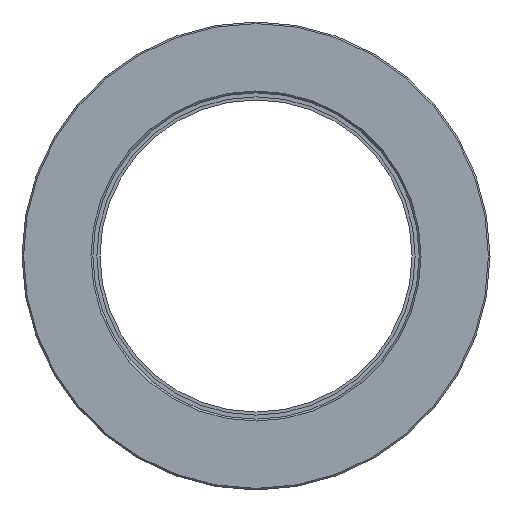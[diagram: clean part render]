
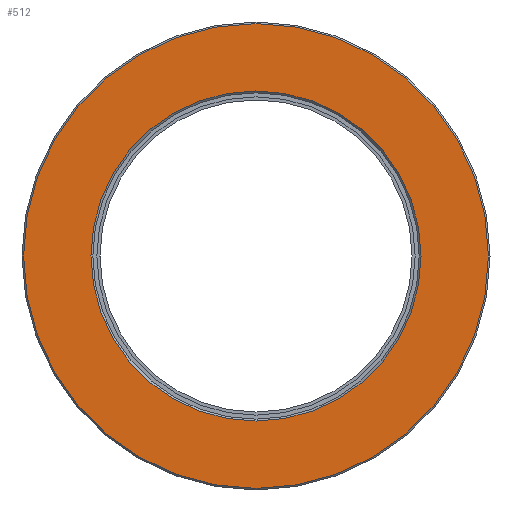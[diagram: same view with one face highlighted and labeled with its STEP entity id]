
A CAD part, left-side view. The second image highlights one B-rep face of the part: STEP entity #512.
In plain terms, the highlighted face is planar.
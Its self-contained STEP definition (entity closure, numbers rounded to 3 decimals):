
#5 = AXIS2_PLACEMENT_3D ( 'NONE', #674, #215, #787 ) ;
#6 = DIRECTION ( 'NONE',  ( 1., 0., 0. ) ) ;
#50 = ORIENTED_EDGE ( 'NONE', *, *, #389, .T. ) ;
#55 = AXIS2_PLACEMENT_3D ( 'NONE', #475, #734, #411 ) ;
#112 = ORIENTED_EDGE ( 'NONE', *, *, #222, .T. ) ;
#115 = VERTEX_POINT ( 'NONE', #824 ) ;
#129 = DIRECTION ( 'NONE',  ( 1., 0., 0. ) ) ;
#158 = CARTESIAN_POINT ( 'NONE',  ( 37.25, 0., 0. ) ) ;
#195 = DIRECTION ( 'NONE',  ( 0., -1., 0. ) ) ;
#204 = VERTEX_POINT ( 'NONE', #223 ) ;
#210 = DIRECTION ( 'NONE',  ( 1., 0., 0. ) ) ;
#215 = DIRECTION ( 'NONE',  ( 0., 1., 0. ) ) ;
#222 = EDGE_CURVE ( 'NONE', #204, #812, #431, .T. ) ;
#223 = CARTESIAN_POINT ( 'NONE',  ( -37.25, 0., 0. ) ) ;
#228 = EDGE_CURVE ( 'NONE', #115, #699, #604, .T. ) ;
#236 = FACE_OUTER_BOUND ( 'NONE', #325, .T. ) ;
#247 = DIRECTION ( 'NONE',  ( 0., -1., 0. ) ) ;
#276 = EDGE_CURVE ( 'NONE', #812, #204, #688, .T. ) ;
#304 = FACE_BOUND ( 'NONE', #733, .T. ) ;
#325 = EDGE_LOOP ( 'NONE', ( #112, #677 ) ) ;
#389 = EDGE_CURVE ( 'NONE', #699, #115, #829, .T. ) ;
#391 = ORIENTED_EDGE ( 'NONE', *, *, #228, .T. ) ;
#404 = AXIS2_PLACEMENT_3D ( 'NONE', #528, #195, #129 ) ;
#411 = DIRECTION ( 'NONE',  ( 1., 0., 0. ) ) ;
#431 = CIRCLE ( 'NONE', #463, 37.25 ) ;
#463 = AXIS2_PLACEMENT_3D ( 'NONE', #822, #247, #210 ) ;
#475 = CARTESIAN_POINT ( 'NONE',  ( 0., 0., 0. ) ) ;
#512 = ADVANCED_FACE ( 'NONE', ( #304, #236 ), #533, .T. ) ;
#524 = CARTESIAN_POINT ( 'NONE',  ( 26.45, 0., 0. ) ) ;
#528 = CARTESIAN_POINT ( 'NONE',  ( -26.15, 0., 0. ) ) ;
#533 = PLANE ( 'NONE',  #404 ) ;
#560 = AXIS2_PLACEMENT_3D ( 'NONE', #804, #626, #6 ) ;
#604 = CIRCLE ( 'NONE', #55, 26.45 ) ;
#626 = DIRECTION ( 'NONE',  ( 0., -1., 0. ) ) ;
#674 = CARTESIAN_POINT ( 'NONE',  ( 0., 0., 0. ) ) ;
#677 = ORIENTED_EDGE ( 'NONE', *, *, #276, .T. ) ;
#688 = CIRCLE ( 'NONE', #560, 37.25 ) ;
#699 = VERTEX_POINT ( 'NONE', #524 ) ;
#733 = EDGE_LOOP ( 'NONE', ( #50, #391 ) ) ;
#734 = DIRECTION ( 'NONE',  ( 0., 1., 0. ) ) ;
#787 = DIRECTION ( 'NONE',  ( 1., 0., 0. ) ) ;
#804 = CARTESIAN_POINT ( 'NONE',  ( 0., 0., 0. ) ) ;
#812 = VERTEX_POINT ( 'NONE', #158 ) ;
#822 = CARTESIAN_POINT ( 'NONE',  ( 0., 0., 0. ) ) ;
#824 = CARTESIAN_POINT ( 'NONE',  ( -26.45, 0., 0. ) ) ;
#829 = CIRCLE ( 'NONE', #5, 26.45 ) ;
